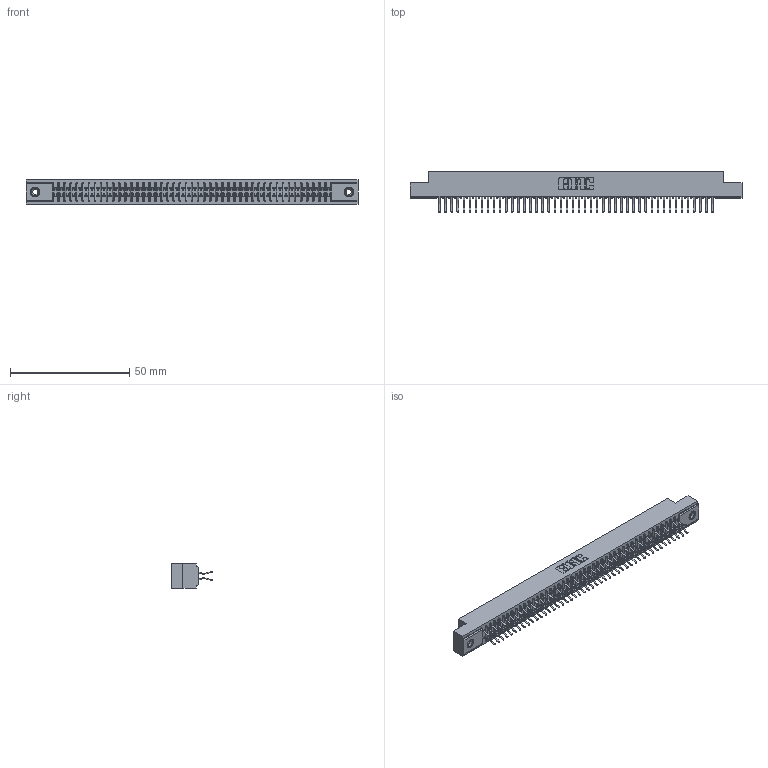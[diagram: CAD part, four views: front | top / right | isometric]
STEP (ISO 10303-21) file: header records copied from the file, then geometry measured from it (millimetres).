
FILE_DESCRIPTION (( 'STEP AP203' ), '1' );
FILE_NAME ('341-092-556-208.STEP', '2018-08-08T00:50:07', ( '' ), ( '' ), 'SwSTEP 2.0', 'SolidWorks 2016', '' );
FILE_SCHEMA (( 'CONFIG_CONTROL_DESIGN' ));
Length unit declared in the file: inch
Products named in the file (4): 341 Part_.156 (3.96) Dia Mounting Holes; 341-292-001_341-292-156; 345-250-001_345-250-003-102; 341-092-556-208
Assembly tree (95 placements, depth 2):
  341-092-556-208
    341 Part_.156 (3.96) Dia Mounting Holes
    341-292-001_341-292-156  x92
    345-250-001_345-250-003-102  x2
Bounding box: 139.06 x 17.07 x 10.16 mm (x, y, z)
Volume: 10295.6 mm3; surface area: 18640.9 mm2
Topology: 95 solids, 95 shells, 6616 faces, 19174 edges, 12434 vertices
Faces by surface type: plane 3780, cylinder 2636, sphere 94, torus 94, cone 12
Entity records: 56462 total; most frequent: CARTESIAN_POINT 9369, ORIENTED_EDGE 9304, DIRECTION 9104, EDGE_CURVE 4652, LINE 3754, VECTOR 3754, VERTEX_POINT 2940, AXIS2_PLACEMENT_3D 2675
